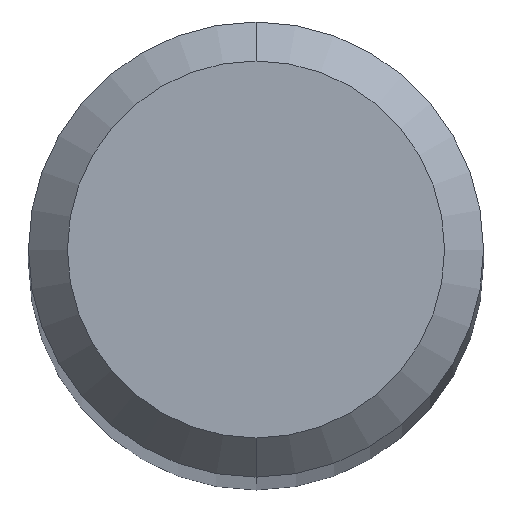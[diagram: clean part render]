
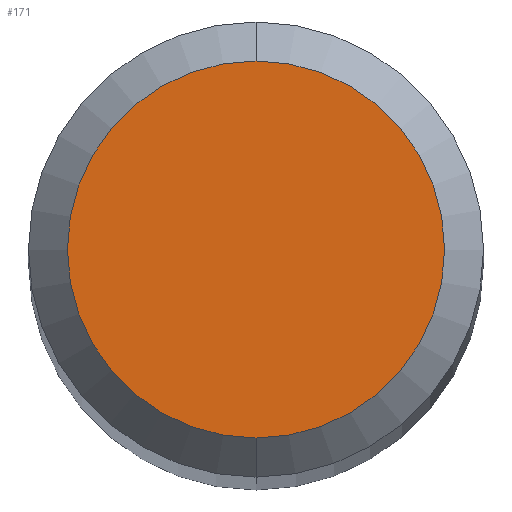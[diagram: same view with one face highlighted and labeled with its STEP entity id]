
A CAD part, top view. The second image highlights one B-rep face of the part: STEP entity #171.
In plain terms, the highlighted planar face has unit normal (0, 0, 1).
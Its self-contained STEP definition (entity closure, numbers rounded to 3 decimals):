
#151=VERTEX_POINT('',#383);
#163=EDGE_CURVE('',#151,#251,#395,.T.);
#171=ADVANCED_FACE('',(#405),#406,.T.);
#251=VERTEX_POINT('',#497);
#293=EDGE_CURVE('',#251,#151,#542,.T.);
#383=CARTESIAN_POINT('',(0.0,1.45,0.0));
#395=CIRCLE('',#659,1.45);
#405=FACE_OUTER_BOUND('',#669,.T.);
#406=PLANE('',#670);
#497=CARTESIAN_POINT('',(0.,-1.45,0.0));
#542=CIRCLE('',#845,1.45);
#659=AXIS2_PLACEMENT_3D('',#950,#951,#952);
#669=EDGE_LOOP('',(#970,#971));
#670=AXIS2_PLACEMENT_3D('',#972,#973,#974);
#845=AXIS2_PLACEMENT_3D('',#1144,#1145,#1146);
#950=CARTESIAN_POINT('',(0.0,0.0,0.0));
#951=DIRECTION('',(0.0,0.0,-1.0));
#952=DIRECTION('',(0.0,1.0,0.0));
#970=ORIENTED_EDGE('',*,*,#163,.F.);
#971=ORIENTED_EDGE('',*,*,#293,.F.);
#972=CARTESIAN_POINT('',(0.0,0.725,0.0));
#973=DIRECTION('',(-0.0,0.0,1.0));
#974=DIRECTION('',(0.0,-1.0,0.0));
#1144=CARTESIAN_POINT('',(0.0,0.0,0.0));
#1145=DIRECTION('',(0.0,0.0,-1.0));
#1146=DIRECTION('',(0.0,1.0,0.0));
